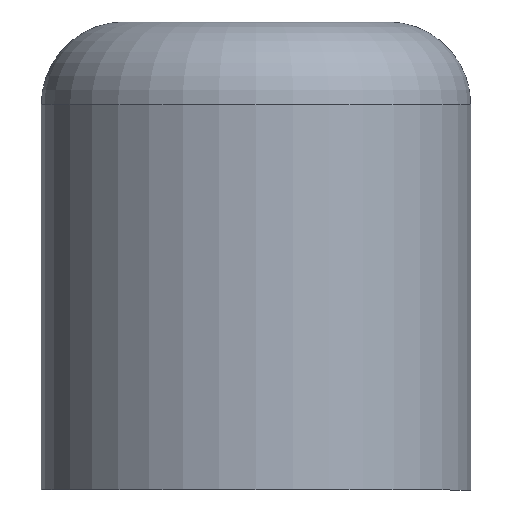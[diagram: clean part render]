
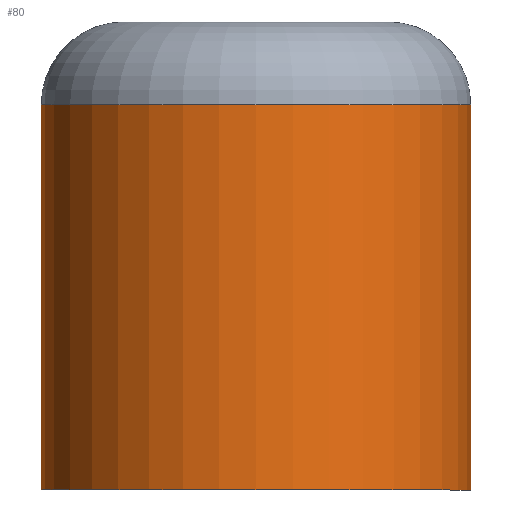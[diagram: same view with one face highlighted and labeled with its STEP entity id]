
A CAD part, front view. The second image highlights one B-rep face of the part: STEP entity #80.
In plain terms, the highlighted cylindrical face has radius 1.981 mm (diameter 3.962 mm), a partial arc.
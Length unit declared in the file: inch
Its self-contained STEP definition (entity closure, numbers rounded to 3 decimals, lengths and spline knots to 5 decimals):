
#3 = AXIS2_PLACEMENT_3D ( 'NONE', #184, #189, #191 ) ;
#45 = EDGE_CURVE ( 'NONE', #257, #222, #375, .T. ) ;
#46 = EDGE_CURVE ( 'NONE', #232, #282, #241, .T. ) ;
#53 = AXIS2_PLACEMENT_3D ( 'NONE', #207, #219, #179 ) ;
#62 = AXIS2_PLACEMENT_3D ( 'NONE', #178, #106, #188 ) ;
#66 = EDGE_CURVE ( 'NONE', #232, #222, #289, .T. ) ;
#69 = EDGE_CURVE ( 'NONE', #282, #257, #229, .T. ) ;
#80 = ADVANCED_FACE ( 'NONE', ( #271 ), #262, .T. ) ;
#106 = DIRECTION ( 'NONE',  ( 0., 0., 1. ) ) ;
#130 = CARTESIAN_POINT ( 'NONE',  ( -0.078, 0., 0.14 ) ) ;
#137 = CARTESIAN_POINT ( 'NONE',  ( -0.078, 0., 0. ) ) ;
#138 = CARTESIAN_POINT ( 'NONE',  ( 0.078, 0., 0. ) ) ;
#142 = CARTESIAN_POINT ( 'NONE',  ( 0.078, 0., 0.14 ) ) ;
#166 = CARTESIAN_POINT ( 'NONE',  ( 0.078, 0., 0.17 ) ) ;
#178 = CARTESIAN_POINT ( 'NONE',  ( 0., 0., 0. ) ) ;
#179 = DIRECTION ( 'NONE',  ( 1., 0., 0. ) ) ;
#184 = CARTESIAN_POINT ( 'NONE',  ( 0., 0., 0.17 ) ) ;
#188 = DIRECTION ( 'NONE',  ( 1., 0., 0. ) ) ;
#189 = DIRECTION ( 'NONE',  ( 0., 0., -1. ) ) ;
#191 = DIRECTION ( 'NONE',  ( -1., 0., 0. ) ) ;
#207 = CARTESIAN_POINT ( 'NONE',  ( 0., 0., 0.14 ) ) ;
#212 = DIRECTION ( 'NONE',  ( 0., 0., -1. ) ) ;
#214 = CARTESIAN_POINT ( 'NONE',  ( -0.078, 0., 0.17 ) ) ;
#215 = DIRECTION ( 'NONE',  ( 0., 0., -1. ) ) ;
#219 = DIRECTION ( 'NONE',  ( 0., 0., -1. ) ) ;
#222 = VERTEX_POINT ( 'NONE', #138 ) ;
#229 = LINE ( 'NONE', #214, #270 ) ;
#232 = VERTEX_POINT ( 'NONE', #142 ) ;
#237 = VECTOR ( 'NONE', #215, 39.37008 ) ;
#241 = CIRCLE ( 'NONE', #53, 0.078 ) ;
#257 = VERTEX_POINT ( 'NONE', #137 ) ;
#262 = CYLINDRICAL_SURFACE ( 'NONE', #3, 0.078 ) ;
#270 = VECTOR ( 'NONE', #212, 39.37008 ) ;
#271 = FACE_OUTER_BOUND ( 'NONE', #314, .T. ) ;
#282 = VERTEX_POINT ( 'NONE', #130 ) ;
#289 = LINE ( 'NONE', #166, #237 ) ;
#302 = ORIENTED_EDGE ( 'NONE', *, *, #46, .T. ) ;
#307 = ORIENTED_EDGE ( 'NONE', *, *, #45, .T. ) ;
#312 = ORIENTED_EDGE ( 'NONE', *, *, #69, .T. ) ;
#314 = EDGE_LOOP ( 'NONE', ( #329, #302, #312, #307 ) ) ;
#329 = ORIENTED_EDGE ( 'NONE', *, *, #66, .F. ) ;
#375 = CIRCLE ( 'NONE', #62, 0.078 ) ;
